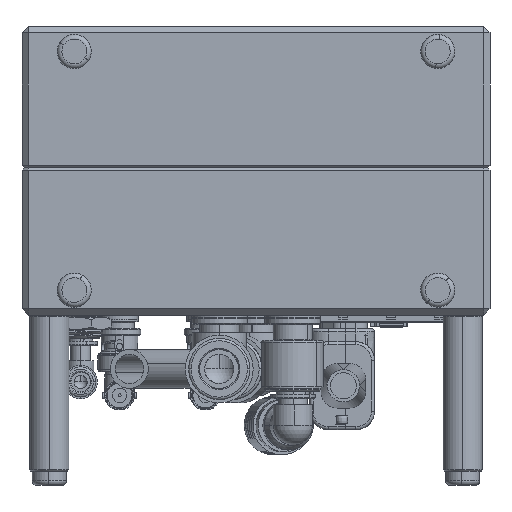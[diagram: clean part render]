
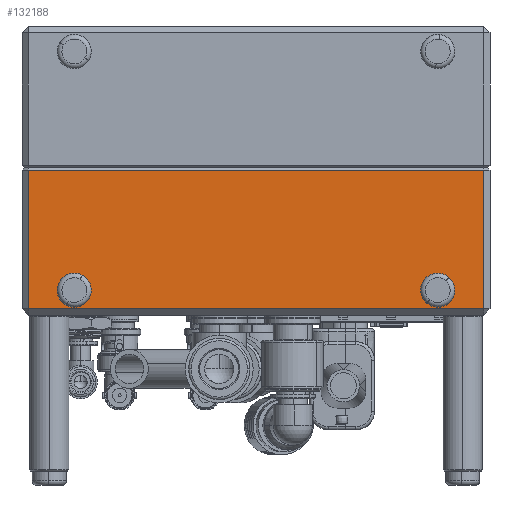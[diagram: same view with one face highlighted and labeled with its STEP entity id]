
A CAD part, front view. The second image highlights one B-rep face of the part: STEP entity #132188.
In plain terms, the highlighted planar face has unit normal (0, -1, 0).
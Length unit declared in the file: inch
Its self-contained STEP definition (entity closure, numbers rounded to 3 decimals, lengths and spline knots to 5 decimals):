
#273 = EDGE_LOOP ( 'NONE', ( #5010, #75433, #103917, #146901 ) ) ;
#4491 = CARTESIAN_POINT ( 'NONE',  ( 2.33, -3.53, 0.47 ) ) ;
#5010 = ORIENTED_EDGE ( 'NONE', *, *, #103943, .T. ) ;
#5945 = FACE_OUTER_BOUND ( 'NONE', #273, .T. ) ;
#10379 = VERTEX_POINT ( 'NONE', #4491 ) ;
#13536 = CARTESIAN_POINT ( 'NONE',  ( 2.92, -3.53, 1.86 ) ) ;
#13901 = EDGE_CURVE ( 'NONE', #102277, #49996, #154626, .T. ) ;
#17851 = VERTEX_POINT ( 'NONE', #13536 ) ;
#19707 = CARTESIAN_POINT ( 'NONE',  ( 2.33, -3.53, 0.32 ) ) ;
#20205 = LINE ( 'NONE', #125155, #51138 ) ;
#25399 = VECTOR ( 'NONE', #48085, 39.37008 ) ;
#29075 = EDGE_LOOP ( 'NONE', ( #30869, #47495 ) ) ;
#29185 = FACE_BOUND ( 'NONE', #29075, .T. ) ;
#30869 = ORIENTED_EDGE ( 'NONE', *, *, #41854, .F. ) ;
#31011 = DIRECTION ( 'NONE',  ( 0., 0., -1. ) ) ;
#33888 = DIRECTION ( 'NONE',  ( 0., -1., 0. ) ) ;
#34798 = VERTEX_POINT ( 'NONE', #65004 ) ;
#35642 = DIRECTION ( 'NONE',  ( 0., 0., -1. ) ) ;
#39084 = AXIS2_PLACEMENT_3D ( 'NONE', #59729, #33888, #146247 ) ;
#39814 = DIRECTION ( 'NONE',  ( 0., 0., -1. ) ) ;
#41854 = EDGE_CURVE ( 'NONE', #99283, #97885, #79177, .T. ) ;
#43073 = LINE ( 'NONE', #157292, #110688 ) ;
#44833 = DIRECTION ( 'NONE',  ( 0., 1., 0. ) ) ;
#45708 = EDGE_CURVE ( 'NONE', #116492, #102277, #20205, .T. ) ;
#46302 = ORIENTED_EDGE ( 'NONE', *, *, #48153, .F. ) ;
#47495 = ORIENTED_EDGE ( 'NONE', *, *, #125190, .F. ) ;
#48085 = DIRECTION ( 'NONE',  ( 0., 0., 1. ) ) ;
#48153 = EDGE_CURVE ( 'NONE', #34798, #10379, #137749, .T. ) ;
#49996 = VERTEX_POINT ( 'NONE', #133549 ) ;
#51138 = VECTOR ( 'NONE', #39814, 39.37008 ) ;
#51266 = AXIS2_PLACEMENT_3D ( 'NONE', #122562, #97158, #35642 ) ;
#54420 = CIRCLE ( 'NONE', #39084, 0.15 ) ;
#57246 = PLANE ( 'NONE',  #151441 ) ;
#59729 = CARTESIAN_POINT ( 'NONE',  ( -2.33, -3.53, 0.32 ) ) ;
#65004 = CARTESIAN_POINT ( 'NONE',  ( 2.33, -3.53, 0.17 ) ) ;
#73817 = EDGE_LOOP ( 'NONE', ( #46302, #105194 ) ) ;
#75433 = ORIENTED_EDGE ( 'NONE', *, *, #146816, .T. ) ;
#77800 = CARTESIAN_POINT ( 'NONE',  ( -3., -3.53, 1.89 ) ) ;
#79177 = CIRCLE ( 'NONE', #51266, 0.15 ) ;
#81345 = DIRECTION ( 'NONE',  ( 0., 0., -1. ) ) ;
#82097 = CARTESIAN_POINT ( 'NONE',  ( -2.92, -3.53, 1.86 ) ) ;
#92793 = FACE_BOUND ( 'NONE', #73817, .T. ) ;
#96182 = CARTESIAN_POINT ( 'NONE',  ( 2.92, -3.53, 1.89 ) ) ;
#97158 = DIRECTION ( 'NONE',  ( 0., -1., 0. ) ) ;
#97885 = VERTEX_POINT ( 'NONE', #137937 ) ;
#99283 = VERTEX_POINT ( 'NONE', #148299 ) ;
#102277 = VERTEX_POINT ( 'NONE', #132401 ) ;
#103917 = ORIENTED_EDGE ( 'NONE', *, *, #45708, .T. ) ;
#103943 = EDGE_CURVE ( 'NONE', #49996, #17851, #156773, .T. ) ;
#105194 = ORIENTED_EDGE ( 'NONE', *, *, #122998, .F. ) ;
#110688 = VECTOR ( 'NONE', #120577, 39.37008 ) ;
#116492 = VERTEX_POINT ( 'NONE', #82097 ) ;
#120577 = DIRECTION ( 'NONE',  ( -1., 0., 0. ) ) ;
#121555 = AXIS2_PLACEMENT_3D ( 'NONE', #19707, #143903, #31011 ) ;
#122562 = CARTESIAN_POINT ( 'NONE',  ( -2.33, -3.53, 0.32 ) ) ;
#122998 = EDGE_CURVE ( 'NONE', #10379, #34798, #149488, .T. ) ;
#124032 = DIRECTION ( 'NONE',  ( 1., 0., 0. ) ) ;
#125155 = CARTESIAN_POINT ( 'NONE',  ( -2.92, -3.53, 1.89 ) ) ;
#125190 = EDGE_CURVE ( 'NONE', #97885, #99283, #54420, .T. ) ;
#125658 = CARTESIAN_POINT ( 'NONE',  ( 3., -3.53, 0.08 ) ) ;
#127735 = VECTOR ( 'NONE', #124032, 39.37008 ) ;
#132188 = ADVANCED_FACE ( 'NONE', ( #92793, #5945, #29185 ), #57246, .F. ) ;
#132401 = CARTESIAN_POINT ( 'NONE',  ( -2.92, -3.53, 0.08 ) ) ;
#133549 = CARTESIAN_POINT ( 'NONE',  ( 2.92, -3.53, 0.08 ) ) ;
#133653 = AXIS2_PLACEMENT_3D ( 'NONE', #143011, #156447, #81345 ) ;
#137749 = CIRCLE ( 'NONE', #133653, 0.15 ) ;
#137937 = CARTESIAN_POINT ( 'NONE',  ( -2.33, -3.53, 0.47 ) ) ;
#143011 = CARTESIAN_POINT ( 'NONE',  ( 2.33, -3.53, 0.32 ) ) ;
#143903 = DIRECTION ( 'NONE',  ( 0., -1., 0. ) ) ;
#146247 = DIRECTION ( 'NONE',  ( 0., 0., -1. ) ) ;
#146816 = EDGE_CURVE ( 'NONE', #17851, #116492, #43073, .T. ) ;
#146901 = ORIENTED_EDGE ( 'NONE', *, *, #13901, .T. ) ;
#148299 = CARTESIAN_POINT ( 'NONE',  ( -2.33, -3.53, 0.17 ) ) ;
#149488 = CIRCLE ( 'NONE', #121555, 0.15 ) ;
#151441 = AXIS2_PLACEMENT_3D ( 'NONE', #77800, #44833, #155583 ) ;
#154626 = LINE ( 'NONE', #125658, #127735 ) ;
#155583 = DIRECTION ( 'NONE',  ( 0., 0., 1. ) ) ;
#156447 = DIRECTION ( 'NONE',  ( 0., -1., 0. ) ) ;
#156773 = LINE ( 'NONE', #96182, #25399 ) ;
#157292 = CARTESIAN_POINT ( 'NONE',  ( -3., -3.53, 1.86 ) ) ;
